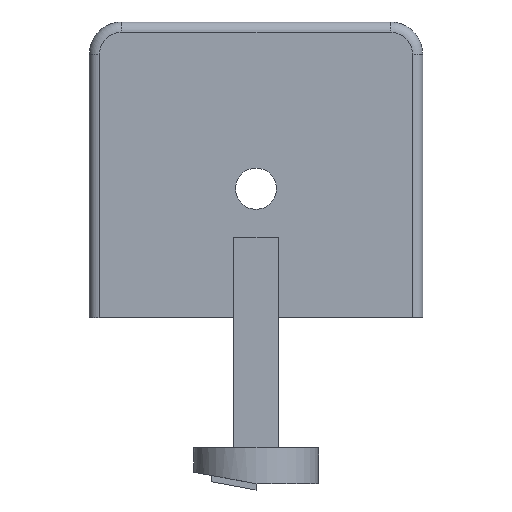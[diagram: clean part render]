
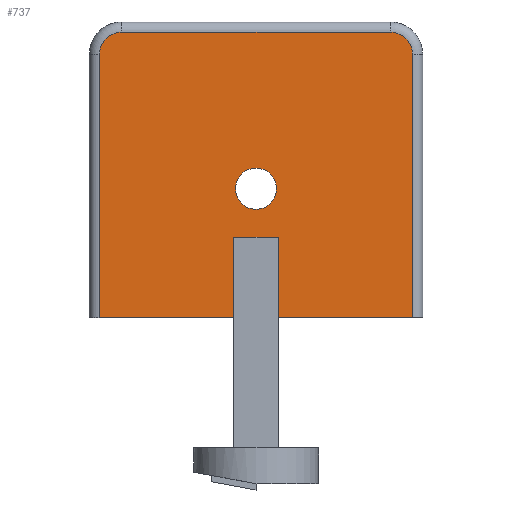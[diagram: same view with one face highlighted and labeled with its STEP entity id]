
A CAD part, front view. The second image highlights one B-rep face of the part: STEP entity #737.
In plain terms, the highlighted planar face has unit normal (0, -1, 0).
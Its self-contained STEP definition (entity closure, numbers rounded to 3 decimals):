
#16=FACE_BOUND('',#136,.T.);
#23=CIRCLE('',#788,2.007);
#36=CIRCLE('',#811,2.15);
#37=CIRCLE('',#812,2.15);
#92=FACE_OUTER_BOUND('',#135,.T.);
#135=EDGE_LOOP('',(#549,#550,#551,#552,#553,#554));
#136=EDGE_LOOP('',(#555));
#194=LINE('',#1172,#269);
#195=LINE('',#1176,#270);
#196=LINE('',#1178,#271);
#197=LINE('',#1180,#272);
#269=VECTOR('',#947,10.);
#270=VECTOR('',#950,10.);
#271=VECTOR('',#951,10.);
#272=VECTOR('',#952,10.);
#323=VERTEX_POINT('',#1108);
#345=VERTEX_POINT('',#1170);
#346=VERTEX_POINT('',#1171);
#347=VERTEX_POINT('',#1173);
#348=VERTEX_POINT('',#1175);
#349=VERTEX_POINT('',#1177);
#350=VERTEX_POINT('',#1179);
#393=EDGE_CURVE('',#323,#323,#23,.T.);
#423=EDGE_CURVE('',#345,#346,#194,.T.);
#424=EDGE_CURVE('',#346,#347,#36,.T.);
#425=EDGE_CURVE('',#347,#348,#195,.T.);
#426=EDGE_CURVE('',#349,#348,#196,.T.);
#427=EDGE_CURVE('',#349,#350,#197,.T.);
#428=EDGE_CURVE('',#350,#345,#37,.T.);
#549=ORIENTED_EDGE('',*,*,#423,.T.);
#550=ORIENTED_EDGE('',*,*,#424,.T.);
#551=ORIENTED_EDGE('',*,*,#425,.T.);
#552=ORIENTED_EDGE('',*,*,#426,.F.);
#553=ORIENTED_EDGE('',*,*,#427,.T.);
#554=ORIENTED_EDGE('',*,*,#428,.T.);
#555=ORIENTED_EDGE('',*,*,#393,.F.);
#702=PLANE('',#810);
#737=ADVANCED_FACE('',(#92,#16),#702,.F.);
#788=AXIS2_PLACEMENT_3D('',#1109,#884,#885);
#810=AXIS2_PLACEMENT_3D('',#1169,#945,#946);
#811=AXIS2_PLACEMENT_3D('',#1174,#948,#949);
#812=AXIS2_PLACEMENT_3D('',#1181,#953,#954);
#884=DIRECTION('center_axis',(0.,-1.,0.));
#885=DIRECTION('ref_axis',(0.,0.,-1.));
#945=DIRECTION('center_axis',(0.,1.,0.));
#946=DIRECTION('ref_axis',(-1.,0.,0.));
#947=DIRECTION('',(-1.,0.,0.));
#948=DIRECTION('center_axis',(0.,-1.,0.));
#949=DIRECTION('ref_axis',(-0.707,0.,0.707));
#950=DIRECTION('',(0.,0.,-1.));
#951=DIRECTION('',(-1.,0.,0.));
#952=DIRECTION('',(0.,0.,1.));
#953=DIRECTION('center_axis',(0.,-1.,0.));
#954=DIRECTION('ref_axis',(0.707,0.,0.707));
#1108=CARTESIAN_POINT('',(7.201,-84.602,-49.708));
#1109=CARTESIAN_POINT('Origin',(7.201,-84.602,-51.715));
#1169=CARTESIAN_POINT('Origin',(7.201,-84.602,-51.715));
#1170=CARTESIAN_POINT('',(20.323,-84.602,-36.444));
#1171=CARTESIAN_POINT('',(-5.921,-84.602,-36.444));
#1172=CARTESIAN_POINT('',(0.64,-84.602,-36.444));
#1173=CARTESIAN_POINT('',(-8.071,-84.602,-38.594));
#1174=CARTESIAN_POINT('Origin',(-5.921,-84.602,-38.594));
#1175=CARTESIAN_POINT('',(-8.071,-84.602,-64.314));
#1176=CARTESIAN_POINT('',(-8.071,-84.602,-58.276));
#1177=CARTESIAN_POINT('',(22.473,-84.602,-64.314));
#1178=CARTESIAN_POINT('',(7.201,-84.602,-64.314));
#1179=CARTESIAN_POINT('',(22.473,-84.602,-38.594));
#1180=CARTESIAN_POINT('',(22.473,-84.602,-45.155));
#1181=CARTESIAN_POINT('Origin',(20.323,-84.602,-38.594));
